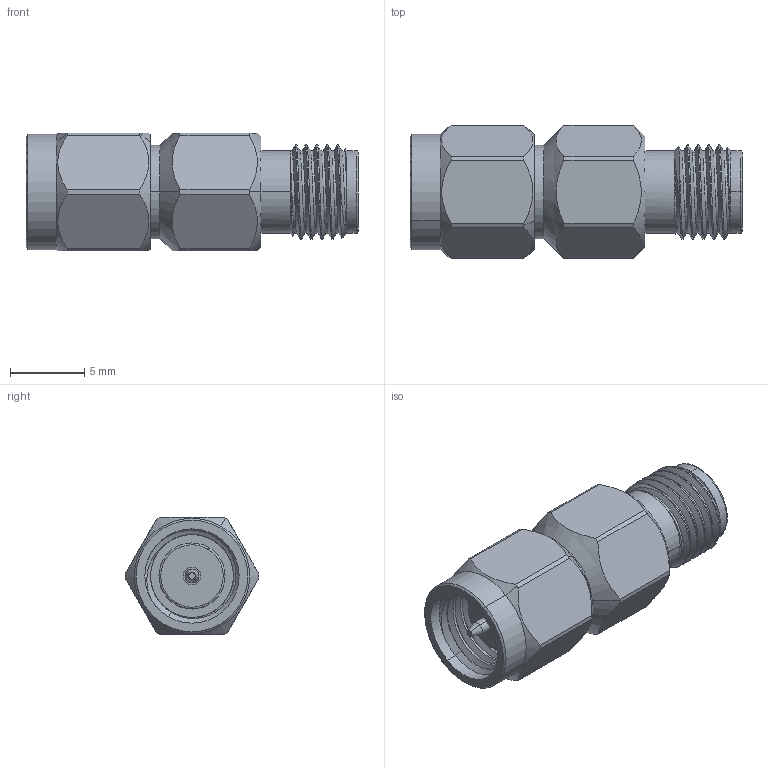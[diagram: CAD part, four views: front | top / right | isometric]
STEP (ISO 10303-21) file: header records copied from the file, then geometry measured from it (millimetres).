
FILE_DESCRIPTION (( 'STEP AP214' ), '1' );
FILE_NAME ('SD3239_3D.step', '2023-10-11T18:37:46', ( '' ), ( '' ), 'SwSTEP 2.0', 'SolidWorks 2022', '' );
FILE_SCHEMA (( 'AUTOMOTIVE_DESIGN' ));
Length unit declared in the file: inch
Products named in the file (1): SD3239_3D
Bounding box: 22.35 x 8.99 x 7.94 mm (x, y, z)
Volume: 847.6 mm3; surface area: 916.7 mm2
Topology: 1 solids, 1 shells, 124 faces, 315 edges, 201 vertices
Faces by surface type: cylinder 58, plane 30, cone 26, bspline 8, torus 2
Entity records: 7013 total; most frequent: CARTESIAN_POINT 4174, ORIENTED_EDGE 630, DIRECTION 544, EDGE_CURVE 315, AXIS2_PLACEMENT_3D 219, VERTEX_POINT 201, EDGE_LOOP 132, ADVANCED_FACE 124
